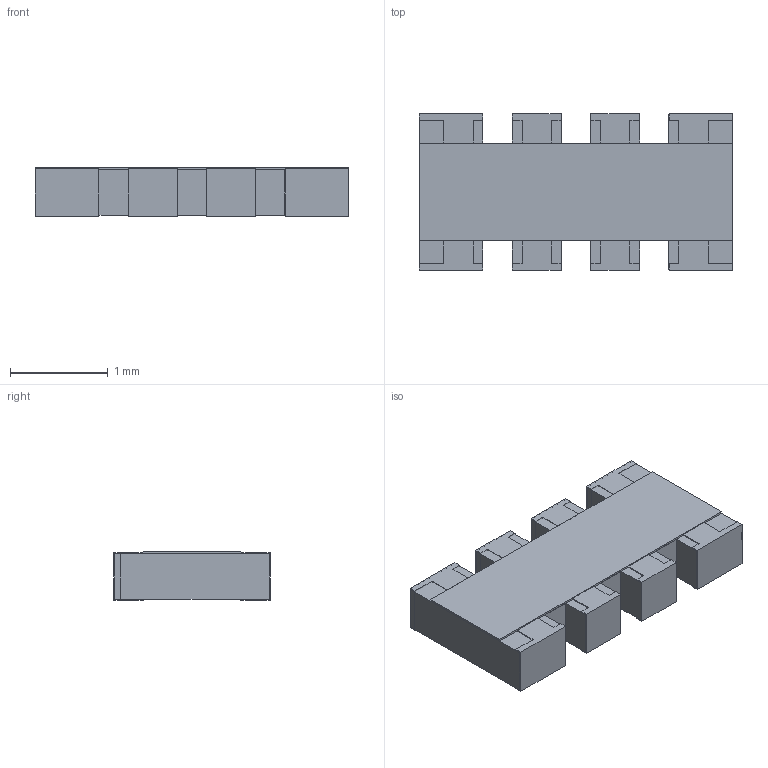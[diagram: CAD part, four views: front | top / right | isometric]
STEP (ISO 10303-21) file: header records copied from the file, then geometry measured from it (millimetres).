
FILE_DESCRIPTION (( 'STEP AP214' ), '1' );
FILE_NAME ('RES-ARRAY-SMD_0603-8P-L3.2-W1.6-BL.STEP', '2023-05-11T09:36:57', ( '' ), ( '' ), 'SwSTEP 2.0', 'SolidWorks 2019', '' );
FILE_SCHEMA (( 'AUTOMOTIVE_DESIGN' ));
Length unit declared in the file: millimetre
Products named in the file (4): COMPOUND_2; RES-ARRAY-SMD_0603-8P-L3.2-W1.6-BL; RN1
Assembly tree (3 placements, depth 4):
  RES-ARRAY-SMD_0603-8P-L3.2-W1.6-BL
    RN1
      RES-ARRAY-SMD_0603-8P-L3.2-W1.6-BL
        COMPOUND_2
Bounding box: 3.2 x 1.6 x 0.5 mm (x, y, z)
Surface area: 26.3 mm2 (no closed solid volume)
Topology: 0 solids, 6 shells, 359 faces, 959 edges, 630 vertices
Faces by surface type: plane 261, bspline 98
Entity records: 15711 total; most frequent: CARTESIAN_POINT 3830, ORIENTED_EDGE 1916, DIRECTION 1060, EDGE_CURVE 959, VERTEX_POINT 630, VECTOR 522, LINE 522, B_SPLINE_CURVE_WITH_KNOTS 437
